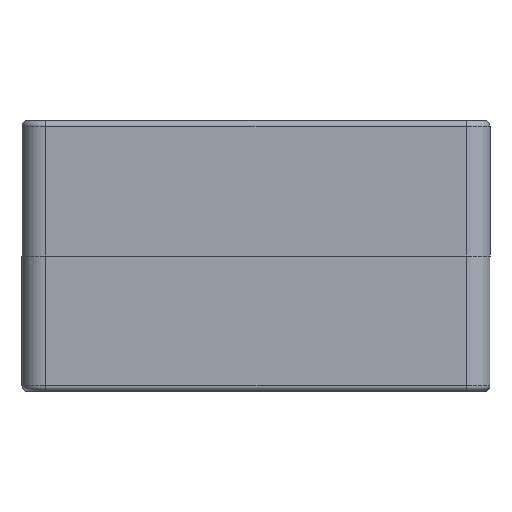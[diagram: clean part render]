
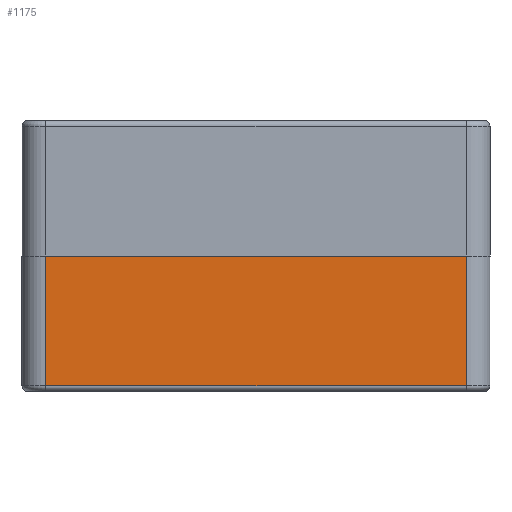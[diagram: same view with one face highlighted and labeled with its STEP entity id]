
A CAD part, front view. The second image highlights one B-rep face of the part: STEP entity #1175.
In plain terms, the highlighted planar face has unit normal (0, -1, 0).
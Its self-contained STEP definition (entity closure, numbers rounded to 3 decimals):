
#1175 = ADVANCED_FACE ( 'NONE', ( #28570 ), #3442, .F. ) ;
#2471 = VERTEX_POINT ( 'NONE', #29815 ) ;
#3442 = PLANE ( 'NONE',  #9467 ) ;
#3921 = ORIENTED_EDGE ( 'NONE', *, *, #40474, .T. ) ;
#4662 = CARTESIAN_POINT ( 'NONE',  ( 35.75, -44.75, 23. ) ) ;
#5988 = DIRECTION ( 'NONE',  ( 0., 1., 0. ) ) ;
#6779 = ORIENTED_EDGE ( 'NONE', *, *, #10365, .T. ) ;
#7590 = VECTOR ( 'NONE', #23993, 1000. ) ;
#7846 = VERTEX_POINT ( 'NONE', #22110 ) ;
#8741 = LINE ( 'NONE', #27746, #33119 ) ;
#9358 = DIRECTION ( 'NONE',  ( -1., 0., 0. ) ) ;
#9362 = EDGE_CURVE ( 'NONE', #7846, #19741, #14493, .T. ) ;
#9467 = AXIS2_PLACEMENT_3D ( 'NONE', #38884, #5988, #9358 ) ;
#10365 = EDGE_CURVE ( 'NONE', #2471, #16498, #28000, .T. ) ;
#11109 = CARTESIAN_POINT ( 'NONE',  ( 0., -44.75, 1. ) ) ;
#14493 = LINE ( 'NONE', #24627, #30000 ) ;
#16498 = VERTEX_POINT ( 'NONE', #32224 ) ;
#17547 = DIRECTION ( 'NONE',  ( 0., 0., -1. ) ) ;
#17894 = ORIENTED_EDGE ( 'NONE', *, *, #24462, .F. ) ;
#19741 = VERTEX_POINT ( 'NONE', #38503 ) ;
#22110 = CARTESIAN_POINT ( 'NONE',  ( -35.75, -44.75, 23. ) ) ;
#23940 = DIRECTION ( 'NONE',  ( 0., 0., -1. ) ) ;
#23993 = DIRECTION ( 'NONE',  ( 1., 0., 0. ) ) ;
#24462 = EDGE_CURVE ( 'NONE', #19741, #16498, #33577, .T. ) ;
#24627 = CARTESIAN_POINT ( 'NONE',  ( 0., -44.75, 23. ) ) ;
#27583 = DIRECTION ( 'NONE',  ( 1., 0., 0. ) ) ;
#27746 = CARTESIAN_POINT ( 'NONE',  ( -35.75, -44.75, 23. ) ) ;
#28000 = LINE ( 'NONE', #11109, #7590 ) ;
#28570 = FACE_OUTER_BOUND ( 'NONE', #30932, .T. ) ;
#29815 = CARTESIAN_POINT ( 'NONE',  ( -35.75, -44.75, 1. ) ) ;
#30000 = VECTOR ( 'NONE', #27583, 1000. ) ;
#30932 = EDGE_LOOP ( 'NONE', ( #3921, #6779, #17894, #39094 ) ) ;
#31041 = VECTOR ( 'NONE', #17547, 1000. ) ;
#32224 = CARTESIAN_POINT ( 'NONE',  ( 35.75, -44.75, 1. ) ) ;
#33119 = VECTOR ( 'NONE', #23940, 1000. ) ;
#33577 = LINE ( 'NONE', #4662, #31041 ) ;
#38503 = CARTESIAN_POINT ( 'NONE',  ( 35.75, -44.75, 23. ) ) ;
#38884 = CARTESIAN_POINT ( 'NONE',  ( 0., -44.75, 23. ) ) ;
#39094 = ORIENTED_EDGE ( 'NONE', *, *, #9362, .F. ) ;
#40474 = EDGE_CURVE ( 'NONE', #7846, #2471, #8741, .T. ) ;
